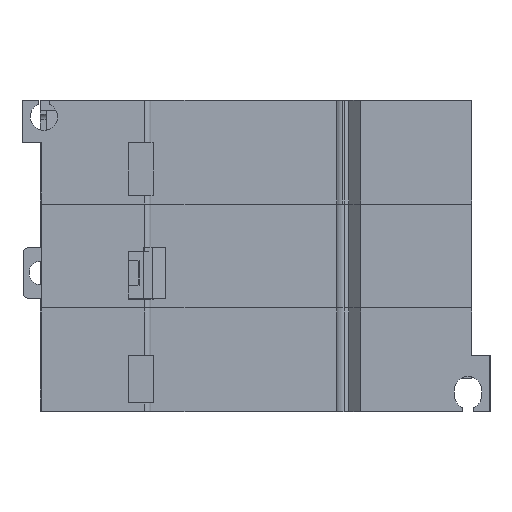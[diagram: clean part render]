
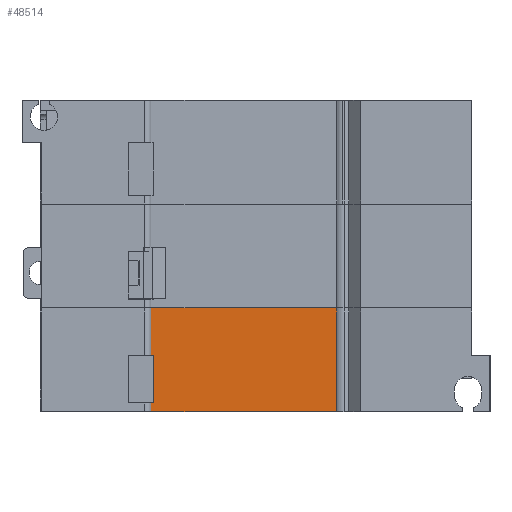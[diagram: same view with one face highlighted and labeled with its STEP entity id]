
A CAD part, front view. The second image highlights one B-rep face of the part: STEP entity #48514.
In plain terms, the highlighted planar face has unit normal (0, -1, 0).
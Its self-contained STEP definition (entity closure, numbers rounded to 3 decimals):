
#3899 = VECTOR ( 'NONE', #7339, 1000. ) ;
#3906 = VECTOR ( 'NONE', #7360, 1000. ) ;
#3914 = VECTOR ( 'NONE', #7384, 1000. ) ;
#3916 = VECTOR ( 'NONE', #7387, 1000. ) ;
#3973 = VECTOR ( 'NONE', #7564, 1000. ) ;
#4020 = VECTOR ( 'NONE', #7708, 1000. ) ;
#4022 = VECTOR ( 'NONE', #7714, 1000. ) ;
#4023 = VECTOR ( 'NONE', #7717, 1000. ) ;
#7337 = LINE ( 'NONE', #7338, #3899 ) ;
#7338 = CARTESIAN_POINT ( 'NONE',  ( -25.3, -52.8, -8. ) ) ;
#7339 = DIRECTION ( 'NONE',  ( 1., 0., 0. ) ) ;
#7358 = LINE ( 'NONE', #7359, #3906 ) ;
#7359 = CARTESIAN_POINT ( 'NONE',  ( -25.3, -52.8, 0. ) ) ;
#7360 = DIRECTION ( 'NONE',  ( 1., 0., 0. ) ) ;
#7382 = LINE ( 'NONE', #7383, #3914 ) ;
#7383 = CARTESIAN_POINT ( 'NONE',  ( -15.8, -52.8, -0.75 ) ) ;
#7384 = DIRECTION ( 'NONE',  ( 0., 0., 1. ) ) ;
#7385 = LINE ( 'NONE', #7386, #3916 ) ;
#7386 = CARTESIAN_POINT ( 'NONE',  ( 14.962, -52.8, -0.75 ) ) ;
#7387 = DIRECTION ( 'NONE',  ( 0., 0., -1. ) ) ;
#7562 = LINE ( 'NONE', #7563, #3973 ) ;
#7563 = CARTESIAN_POINT ( 'NONE',  ( -16.3, -52.8, -0.75 ) ) ;
#7564 = DIRECTION ( 'NONE',  ( 0., 0., 1. ) ) ;
#7706 = LINE ( 'NONE', #7707, #4020 ) ;
#7707 = CARTESIAN_POINT ( 'NONE',  ( -16.3, -52.8, -0.75 ) ) ;
#7708 = DIRECTION ( 'NONE',  ( 0., 0., 1. ) ) ;
#7712 = LINE ( 'NONE', #7713, #4022 ) ;
#7713 = CARTESIAN_POINT ( 'NONE',  ( 1.45, -52.8, 8. ) ) ;
#7714 = DIRECTION ( 'NONE',  ( 1., 0., 0. ) ) ;
#7715 = LINE ( 'NONE', #7716, #4023 ) ;
#7716 = CARTESIAN_POINT ( 'NONE',  ( 0.7, -52.8, -9.5 ) ) ;
#7717 = DIRECTION ( 'NONE',  ( 1., 0., 0. ) ) ;
#8750 = VERTEX_POINT ( 'NONE', #65316 ) ;
#8751 = VERTEX_POINT ( 'NONE', #65317 ) ;
#8753 = VERTEX_POINT ( 'NONE', #65321 ) ;
#8754 = VERTEX_POINT ( 'NONE', #65324 ) ;
#8759 = VERTEX_POINT ( 'NONE', #65333 ) ;
#8760 = VERTEX_POINT ( 'NONE', #65336 ) ;
#8794 = VERTEX_POINT ( 'NONE', #65401 ) ;
#8816 = VERTEX_POINT ( 'NONE', #65444 ) ;
#10837 = FACE_OUTER_BOUND ( 'NONE', #17899, .T. ) ;
#10846 = AXIS2_PLACEMENT_3D ( 'NONE', #16183, #16185, #16187 ) ;
#16181 = PLANE ( 'NONE',  #10846 ) ;
#16183 = CARTESIAN_POINT ( 'NONE',  ( -16.3, -52.8, -9.5 ) ) ;
#16185 = DIRECTION ( 'NONE',  ( 0., 1., 0. ) ) ;
#16187 = DIRECTION ( 'NONE',  ( 0., 0., 1. ) ) ;
#17899 = EDGE_LOOP ( 'NONE', ( #46193, #46195, #46192, #46194, #46196, #46197, #46198, #46200 ) ) ;
#42174 = EDGE_CURVE ( 'NONE', #8750, #8751, #7337, .T. ) ;
#42190 = EDGE_CURVE ( 'NONE', #8754, #8753, #7358, .T. ) ;
#42208 = EDGE_CURVE ( 'NONE', #8751, #8753, #7382, .T. ) ;
#42210 = EDGE_CURVE ( 'NONE', #8759, #8760, #7385, .T. ) ;
#42345 = EDGE_CURVE ( 'NONE', #8794, #8750, #7562, .T. ) ;
#42455 = EDGE_CURVE ( 'NONE', #8754, #8816, #7706, .T. ) ;
#42460 = EDGE_CURVE ( 'NONE', #8816, #8759, #7712, .T. ) ;
#42462 = EDGE_CURVE ( 'NONE', #8794, #8760, #7715, .T. ) ;
#46192 = ORIENTED_EDGE ( 'NONE', *, *, #42190, .T. ) ;
#46193 = ORIENTED_EDGE ( 'NONE', *, *, #42460, .F. ) ;
#46194 = ORIENTED_EDGE ( 'NONE', *, *, #42208, .F. ) ;
#46195 = ORIENTED_EDGE ( 'NONE', *, *, #42455, .F. ) ;
#46196 = ORIENTED_EDGE ( 'NONE', *, *, #42174, .F. ) ;
#46197 = ORIENTED_EDGE ( 'NONE', *, *, #42345, .F. ) ;
#46198 = ORIENTED_EDGE ( 'NONE', *, *, #42462, .T. ) ;
#46200 = ORIENTED_EDGE ( 'NONE', *, *, #42210, .F. ) ;
#48514 = ADVANCED_FACE ( 'NONE', ( #10837 ), #16181, .F. ) ;
#65316 = CARTESIAN_POINT ( 'NONE',  ( -16.3, -52.8, -8. ) ) ;
#65317 = CARTESIAN_POINT ( 'NONE',  ( -15.8, -52.8, -8. ) ) ;
#65321 = CARTESIAN_POINT ( 'NONE',  ( -15.8, -52.8, 0. ) ) ;
#65324 = CARTESIAN_POINT ( 'NONE',  ( -16.3, -52.8, 0. ) ) ;
#65333 = CARTESIAN_POINT ( 'NONE',  ( 14.962, -52.8, 8. ) ) ;
#65336 = CARTESIAN_POINT ( 'NONE',  ( 14.962, -52.8, -9.5 ) ) ;
#65401 = CARTESIAN_POINT ( 'NONE',  ( -16.3, -52.8, -9.5 ) ) ;
#65444 = CARTESIAN_POINT ( 'NONE',  ( -16.3, -52.8, 8. ) ) ;
